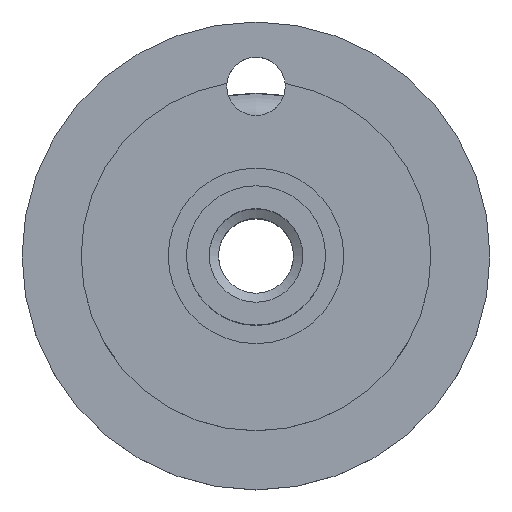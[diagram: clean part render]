
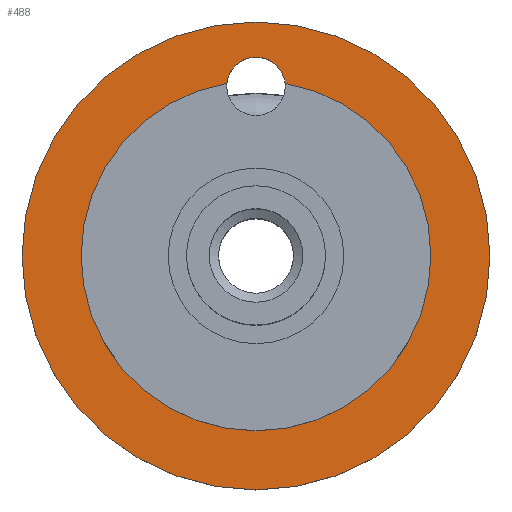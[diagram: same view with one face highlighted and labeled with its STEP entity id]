
A CAD part, top view. The second image highlights one B-rep face of the part: STEP entity #488.
In plain terms, the highlighted planar face has unit normal (0, 0, 1).
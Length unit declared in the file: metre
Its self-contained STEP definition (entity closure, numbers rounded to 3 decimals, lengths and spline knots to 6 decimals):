
#56=PLANE('',#560);
#144=ORIENTED_EDGE('',*,*,#246,.F.);
#145=ORIENTED_EDGE('',*,*,#247,.F.);
#146=ORIENTED_EDGE('',*,*,#245,.T.);
#245=EDGE_CURVE('',#299,#299,#329,.T.);
#246=EDGE_CURVE('',#300,#301,#330,.T.);
#247=EDGE_CURVE('',#301,#300,#331,.T.);
#299=VERTEX_POINT('',#885);
#300=VERTEX_POINT('',#888);
#301=VERTEX_POINT('',#889);
#329=CIRCLE('',#559,0.01);
#330=CIRCLE('',#561,0.00125);
#331=CIRCLE('',#562,0.007475);
#373=EDGE_LOOP('',(#144,#145));
#374=EDGE_LOOP('',(#146));
#432=FACE_BOUND('',#373,.T.);
#433=FACE_BOUND('',#374,.T.);
#488=ADVANCED_FACE('',(#432,#433),#56,.T.);
#559=AXIS2_PLACEMENT_3D('',#884,#682,#683);
#560=AXIS2_PLACEMENT_3D('',#886,#684,#685);
#561=AXIS2_PLACEMENT_3D('',#887,#686,#687);
#562=AXIS2_PLACEMENT_3D('',#890,#688,#689);
#682=DIRECTION('',(0.,0.,1.));
#683=DIRECTION('',(1.,0.,0.));
#684=DIRECTION('',(0.,0.,1.));
#685=DIRECTION('',(1.,0.,0.));
#686=DIRECTION('',(0.,0.,1.));
#687=DIRECTION('',(1.,0.,0.));
#688=DIRECTION('',(0.,0.,1.));
#689=DIRECTION('',(1.,0.,0.));
#884=CARTESIAN_POINT('',(0.,0.,0.0444));
#885=CARTESIAN_POINT('',(0.01,0.,0.0444));
#886=CARTESIAN_POINT('',(0.008738,0.,0.0444));
#887=CARTESIAN_POINT('',(0.,0.00725,0.0444));
#888=CARTESIAN_POINT('',(0.001244,0.007371,0.0444));
#889=CARTESIAN_POINT('',(-0.001244,0.007371,0.0444));
#890=CARTESIAN_POINT('',(0.,0.,0.0444));
